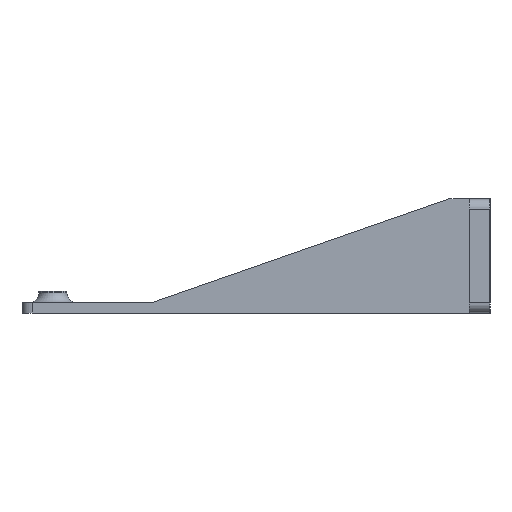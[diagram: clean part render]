
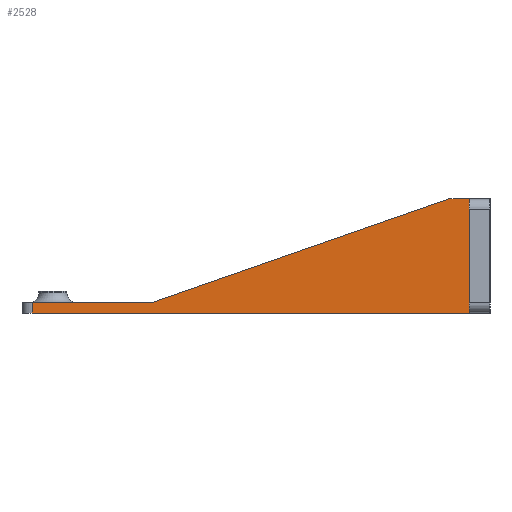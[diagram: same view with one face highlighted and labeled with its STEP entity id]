
A CAD part, left-side view. The second image highlights one B-rep face of the part: STEP entity #2528.
In plain terms, the highlighted planar face has unit normal (-1, 0, 0).
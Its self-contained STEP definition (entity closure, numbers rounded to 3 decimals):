
#392=CARTESIAN_POINT('',(447.2,-76.,30.105));
#393=VERTEX_POINT('',#392);
#400=CARTESIAN_POINT('',(447.2,9.1,30.105));
#401=VERTEX_POINT('',#400);
#402=CARTESIAN_POINT('',(447.2,9.1,30.105));
#403=DIRECTION('',(0.,-1.,0.));
#404=VECTOR('',#403,85.1);
#405=LINE('',#402,#404);
#406=EDGE_CURVE('',#401,#393,#405,.T.);
#1024=CARTESIAN_POINT('',(447.2,-76.,52.305));
#1025=VERTEX_POINT('',#1024);
#1059=CARTESIAN_POINT('',(447.2,-72.,52.305));
#1060=VERTEX_POINT('',#1059);
#1067=CARTESIAN_POINT('',(447.2,-72.,52.305));
#1068=DIRECTION('',(0.,-1.,0.));
#1069=VECTOR('',#1068,4.);
#1070=LINE('',#1067,#1069);
#1071=EDGE_CURVE('',#1060,#1025,#1070,.T.);
#1084=CARTESIAN_POINT('',(447.2,-76.,30.105));
#1085=DIRECTION('',(0.,0.,1.));
#1086=VECTOR('',#1085,22.2);
#1087=LINE('',#1084,#1086);
#1088=EDGE_CURVE('',#393,#1025,#1087,.T.);
#1551=CARTESIAN_POINT('',(447.2,9.1,32.105));
#1552=VERTEX_POINT('',#1551);
#1560=CARTESIAN_POINT('',(447.2,-14.15,32.105));
#1561=VERTEX_POINT('',#1560);
#1562=CARTESIAN_POINT('',(447.2,9.1,32.105));
#1563=DIRECTION('',(0.,-1.,0.));
#1564=VECTOR('',#1563,23.25);
#1565=LINE('',#1562,#1564);
#1566=EDGE_CURVE('',#1552,#1561,#1565,.T.);
#2505=CARTESIAN_POINT('',(447.2,23.,41.205));
#2506=DIRECTION('',(-1.,-0.,0.));
#2507=DIRECTION('',(-0.,1.,0.));
#2508=AXIS2_PLACEMENT_3D('',#2505,#2506,#2507);
#2509=PLANE('',#2508);
#2510=ORIENTED_EDGE('',*,*,#406,.T.);
#2511=ORIENTED_EDGE('',*,*,#1088,.T.);
#2512=ORIENTED_EDGE('',*,*,#1071,.F.);
#2513=CARTESIAN_POINT('',(447.2,-14.15,32.105));
#2514=DIRECTION('',(0.,-0.944,0.33));
#2515=VECTOR('',#2514,61.275);
#2516=LINE('',#2513,#2515);
#2517=EDGE_CURVE('',#1561,#1060,#2516,.T.);
#2518=ORIENTED_EDGE('',*,*,#2517,.F.);
#2519=ORIENTED_EDGE('',*,*,#1566,.F.);
#2520=CARTESIAN_POINT('',(447.2,9.1,30.105));
#2521=DIRECTION('',(0.,0.,1.));
#2522=VECTOR('',#2521,2.);
#2523=LINE('',#2520,#2522);
#2524=EDGE_CURVE('',#401,#1552,#2523,.T.);
#2525=ORIENTED_EDGE('',*,*,#2524,.F.);
#2526=EDGE_LOOP('',(#2510,#2511,#2512,#2518,#2519,#2525));
#2527=FACE_BOUND('',#2526,.T.);
#2528=ADVANCED_FACE('',(#2527),#2509,.T.);
